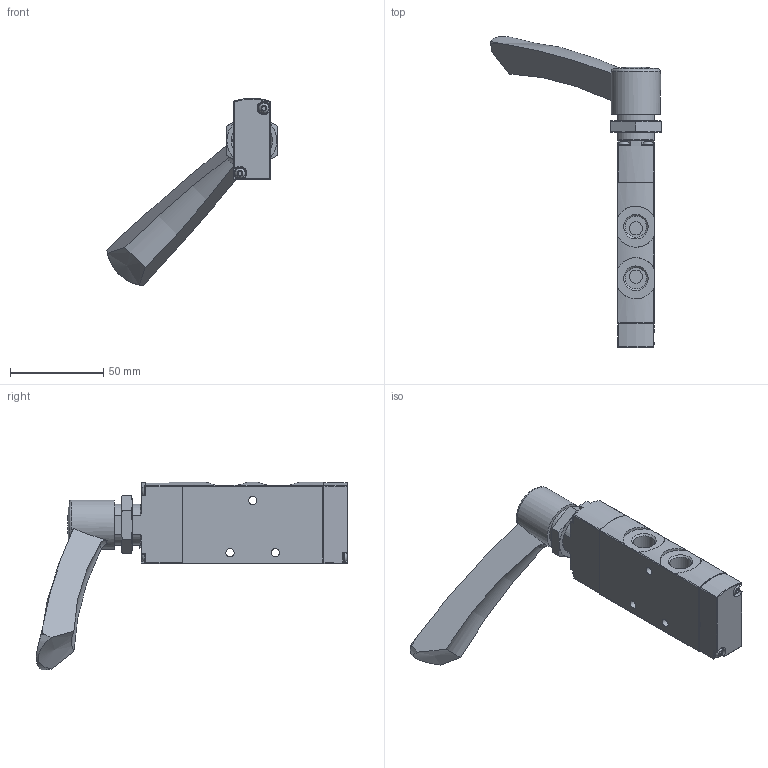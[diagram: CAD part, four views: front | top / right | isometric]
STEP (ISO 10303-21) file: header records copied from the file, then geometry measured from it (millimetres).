
FILE_DESCRIPTION(/* description */ ('STEP AP214'),/* implementation_level */ '2;1');
FILE_NAME(/* name */ '8080943_VHEF-H-B53C-G14',/* time_stamp */ '2024-09-16T13:20:36+02:00',/* author */ ('License CC BY-ND 4.0'),/* organization */ ('CADENAS'),/* preprocessor_version */ 'ST-DEVELOPER v19.3',/* originating_system */ 'PARTsolutions',/* authorisation */ ' ');
FILE_SCHEMA (('AP242_MANAGED_MODEL_BASED_3D_ENGINEERING_MIM_LF { 1 0 10303 442 3 1 4 }','AUTOMOTIVE_DESIGN {1 0 10303 214 3 1 1}'));
Length unit declared in the file: millimetre
Products named in the file (5): 8080943 VHEF-H-B53C-G14; 3346167 VXEF-X-B53C-G14_valve---(7); 8080930 VHEF; 3980887 VHEF-HS (l); 337143 VAL-1/8-10 M22X1.5-6-27
Assembly tree (4 placements, depth 2):
  8080943 VHEF-H-B53C-G14
    3346167 VXEF-X-B53C-G14_valve---(7)
    8080930 VHEF
    3980887 VHEF-HS (l)
    337143 VAL-1/8-10 M22X1.5-6-27
Bounding box: 91.08 x 166.52 x 100.29 mm (x, y, z)
Volume: 121707.9 mm3; surface area: 37607.8 mm2
Topology: 4 solids, 4 shells, 325 faces, 810 edges, 533 vertices
Faces by surface type: cylinder 163, plane 107, cone 29, torus 23, sphere 3
Full cylindrical faces by diameter (mm): 2.459 x4, 3 x4, 4.4 x3, 5.925 x1, 6.8 x6, 7 x4, 9.7 x1, 11.445 x5, 17.1 x1, 20.376 x1, 22.6 x1, 26.4 x1
Entity records: 10697 total; most frequent: CARTESIAN_POINT 1792, DIRECTION 1698, ORIENTED_EDGE 1424, AXIS2_PLACEMENT_3D 716, EDGE_CURVE 712, VERTEX_POINT 515, FACE_BOUND 453, EDGE_LOOP 449
